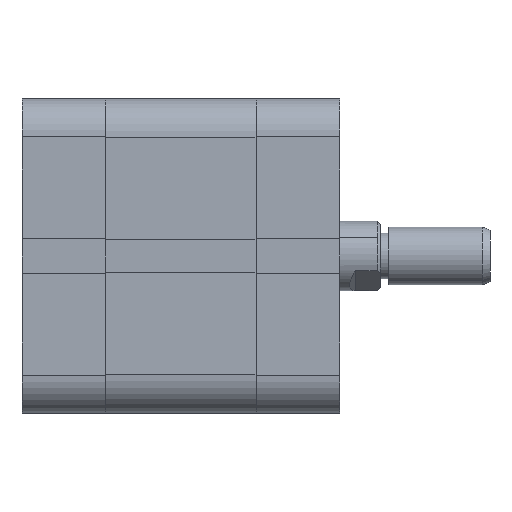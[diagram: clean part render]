
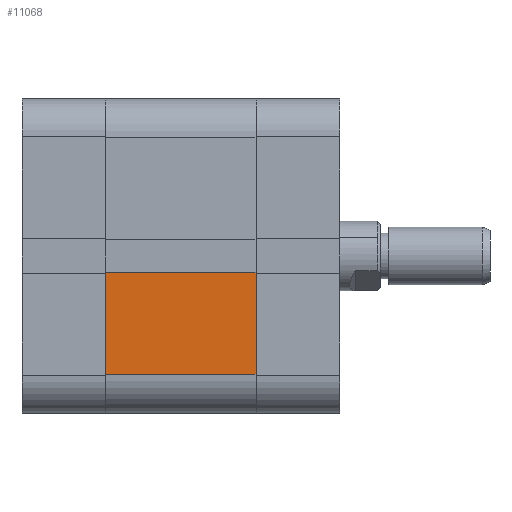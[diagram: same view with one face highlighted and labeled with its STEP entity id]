
A CAD part, front view. The second image highlights one B-rep face of the part: STEP entity #11068.
In plain terms, the highlighted planar face has unit normal (0, -1, 0).
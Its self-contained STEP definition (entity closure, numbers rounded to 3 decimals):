
#1851 = VECTOR ( 'NONE', #21543, 1000. ) ;
#2521 = LINE ( 'NONE', #21920, #28651 ) ;
#2948 = DIRECTION ( 'NONE',  ( 0., 1., 0. ) ) ;
#4195 = DIRECTION ( 'NONE',  ( -1., 0., 0. ) ) ;
#5233 = VERTEX_POINT ( 'NONE', #21910 ) ;
#5917 = VECTOR ( 'NONE', #25479, 1000. ) ;
#6284 = CARTESIAN_POINT ( 'NONE',  ( 26., -27.25, -2.8 ) ) ;
#8581 = CARTESIAN_POINT ( 'NONE',  ( 26., -27.25, -27.25 ) ) ;
#11068 = ADVANCED_FACE ( 'NONE', ( #24416 ), #27109, .F. ) ;
#11327 = ORIENTED_EDGE ( 'NONE', *, *, #28529, .F. ) ;
#11759 = CARTESIAN_POINT ( 'NONE',  ( 26.001, -27.25, -2.8 ) ) ;
#12065 = VECTOR ( 'NONE', #4195, 1000. ) ;
#12556 = VERTEX_POINT ( 'NONE', #6284 ) ;
#12719 = DIRECTION ( 'NONE',  ( 0., 0., 1. ) ) ;
#13671 = LINE ( 'NONE', #28655, #1851 ) ;
#14829 = VERTEX_POINT ( 'NONE', #27498 ) ;
#16850 = VERTEX_POINT ( 'NONE', #21348 ) ;
#17707 = EDGE_CURVE ( 'NONE', #14829, #5233, #13671, .T. ) ;
#19102 = CARTESIAN_POINT ( 'NONE',  ( 26., -27.25, -27.25 ) ) ;
#20678 = EDGE_CURVE ( 'NONE', #12556, #14829, #21093, .T. ) ;
#21093 = LINE ( 'NONE', #11759, #12065 ) ;
#21348 = CARTESIAN_POINT ( 'NONE',  ( 26., -27.25, -20.45 ) ) ;
#21543 = DIRECTION ( 'NONE',  ( 0., 0., -1. ) ) ;
#21910 = CARTESIAN_POINT ( 'NONE',  ( 0., -27.25, -20.45 ) ) ;
#21920 = CARTESIAN_POINT ( 'NONE',  ( 26., -27.25, -20.45 ) ) ;
#22784 = AXIS2_PLACEMENT_3D ( 'NONE', #19102, #2948, #12719 ) ;
#24416 = FACE_OUTER_BOUND ( 'NONE', #26196, .T. ) ;
#25189 = ORIENTED_EDGE ( 'NONE', *, *, #17707, .T. ) ;
#25320 = LINE ( 'NONE', #8581, #5917 ) ;
#25479 = DIRECTION ( 'NONE',  ( 0., 0., -1. ) ) ;
#26196 = EDGE_LOOP ( 'NONE', ( #27186, #25189, #30712, #11327 ) ) ;
#27109 = PLANE ( 'NONE',  #22784 ) ;
#27186 = ORIENTED_EDGE ( 'NONE', *, *, #20678, .T. ) ;
#27498 = CARTESIAN_POINT ( 'NONE',  ( 0., -27.25, -2.8 ) ) ;
#27502 = EDGE_CURVE ( 'NONE', #5233, #16850, #2521, .T. ) ;
#28529 = EDGE_CURVE ( 'NONE', #12556, #16850, #25320, .T. ) ;
#28651 = VECTOR ( 'NONE', #28880, 1000. ) ;
#28655 = CARTESIAN_POINT ( 'NONE',  ( 0., -27.25, -27.25 ) ) ;
#28880 = DIRECTION ( 'NONE',  ( 1., 0., 0. ) ) ;
#30712 = ORIENTED_EDGE ( 'NONE', *, *, #27502, .T. ) ;
